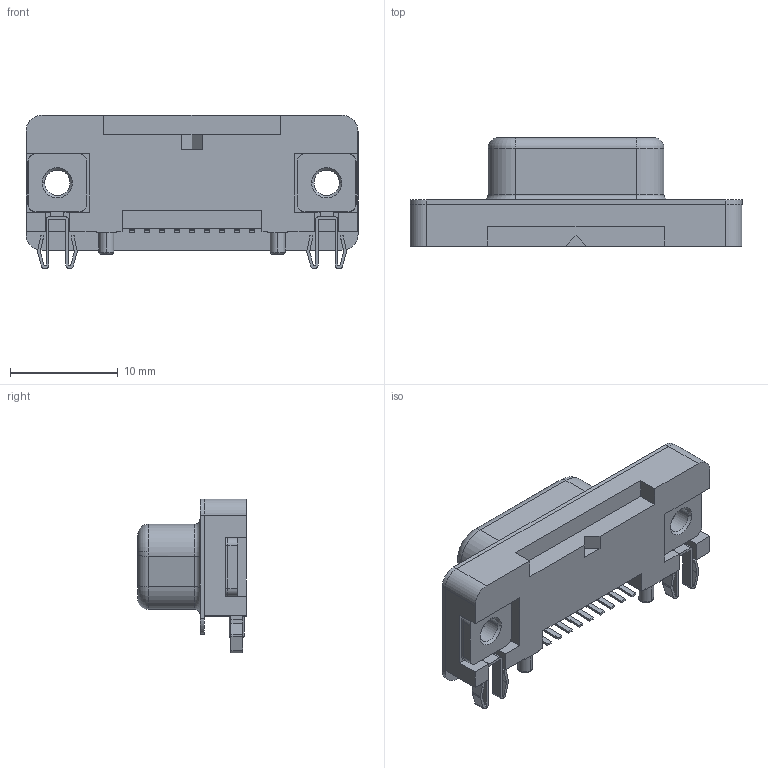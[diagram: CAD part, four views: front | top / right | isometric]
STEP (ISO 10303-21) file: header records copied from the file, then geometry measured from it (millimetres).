
FILE_DESCRIPTION(('FreeCAD Model'),'2;1');
FILE_NAME('K202XHT-E9S-N_rB2.step', '2019-07-30T12:50:49',('kicad StepUp'),('ksu MCAD'), 'Open CASCADE STEP processor 7.3','FreeCAD','Unknown');
FILE_SCHEMA(('AUTOMOTIVE_DESIGN { 1 0 10303 214 1 1 1 1 }'));
Length unit declared in the file: millimetre
Products named in the file (1): K202XHT-E9S-N_rB2
Bounding box: 30.81 x 10.1 x 14.25 mm (x, y, z)
Volume: 1860.4 mm3; surface area: 1812.8 mm2
Topology: 1 solids, 1 shells, 359 faces, 927 edges, 594 vertices
Faces by surface type: plane 187, cylinder 128, cone 26, torus 18
Entity records: 13437 total; most frequent: DIRECTION 1945, CARTESIAN_POINT 1881, ORIENTED_EDGE 1854, EDGE_CURVE 927, AXIS2_PLACEMENT_3D 658, LINE 629, VECTOR 629, VERTEX_POINT 594
